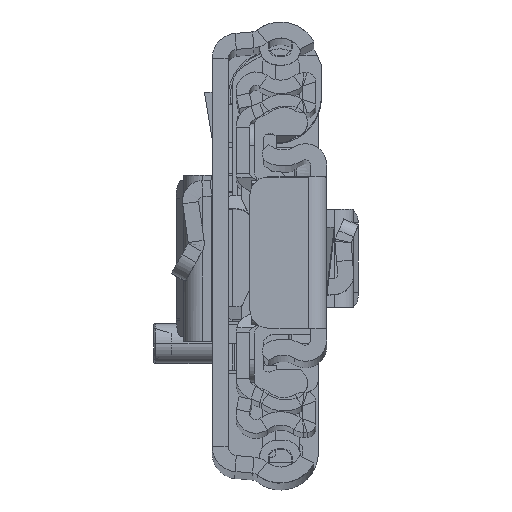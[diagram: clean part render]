
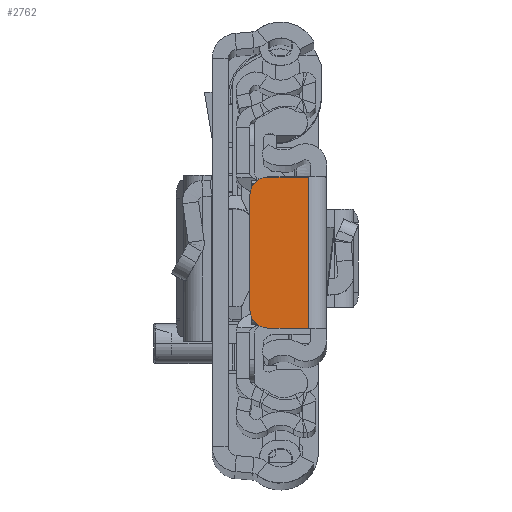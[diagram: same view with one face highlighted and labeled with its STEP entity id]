
A CAD part, top view. The second image highlights one B-rep face of the part: STEP entity #2762.
In plain terms, the highlighted planar face has unit normal (0, 0, 1).
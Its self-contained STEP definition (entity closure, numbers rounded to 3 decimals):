
#344 = CIRCLE ( 'NONE', #25175, 2. ) ;
#503 = LINE ( 'NONE', #3675, #18669 ) ;
#1272 = ORIENTED_EDGE ( 'NONE', *, *, #14472, .T. ) ;
#2489 = DIRECTION ( 'NONE',  ( 0., 0., 1. ) ) ;
#2714 = DIRECTION ( 'NONE',  ( 1., 0., 0. ) ) ;
#2725 = EDGE_CURVE ( 'NONE', #19920, #22970, #25185, .T. ) ;
#2762 = ADVANCED_FACE ( 'NONE', ( #32761 ), #3941, .F. ) ;
#2778 = VERTEX_POINT ( 'NONE', #39497 ) ;
#2819 = EDGE_CURVE ( 'NONE', #19920, #35617, #7531, .T. ) ;
#3675 = CARTESIAN_POINT ( 'NONE',  ( -8.65, 0., 0. ) ) ;
#3941 = PLANE ( 'NONE',  #29680 ) ;
#5824 = ORIENTED_EDGE ( 'NONE', *, *, #13679, .T. ) ;
#6019 = ORIENTED_EDGE ( 'NONE', *, *, #39742, .T. ) ;
#7531 = LINE ( 'NONE', #32982, #39073 ) ;
#8811 = CARTESIAN_POINT ( 'NONE',  ( 0., -8.5, 0. ) ) ;
#10288 = DIRECTION ( 'NONE',  ( -1., 0., 0. ) ) ;
#10882 = DIRECTION ( 'NONE',  ( 0., 0., 1. ) ) ;
#11655 = ORIENTED_EDGE ( 'NONE', *, *, #2819, .T. ) ;
#12893 = CARTESIAN_POINT ( 'NONE',  ( -8.65, 6.5, 0. ) ) ;
#13679 = EDGE_CURVE ( 'NONE', #14865, #24657, #503, .T. ) ;
#13811 = DIRECTION ( 'NONE',  ( 0., 0., -1. ) ) ;
#14472 = EDGE_CURVE ( 'NONE', #24657, #2778, #344, .T. ) ;
#14865 = VERTEX_POINT ( 'NONE', #12893 ) ;
#15700 = CARTESIAN_POINT ( 'NONE',  ( -2.05, -8.5, 0. ) ) ;
#16967 = CARTESIAN_POINT ( 'NONE',  ( 0., 0., 0. ) ) ;
#18669 = VECTOR ( 'NONE', #23010, 1000. ) ;
#19125 = CARTESIAN_POINT ( 'NONE',  ( -6.65, -6.5, 0. ) ) ;
#19176 = EDGE_LOOP ( 'NONE', ( #5824, #1272, #6019, #31755, #11655, #25853 ) ) ;
#19920 = VERTEX_POINT ( 'NONE', #40123 ) ;
#20346 = DIRECTION ( 'NONE',  ( -1., 0., 0. ) ) ;
#21561 = VECTOR ( 'NONE', #35502, 1000. ) ;
#22970 = VERTEX_POINT ( 'NONE', #29359 ) ;
#23010 = DIRECTION ( 'NONE',  ( 0., -1., 0. ) ) ;
#23365 = AXIS2_PLACEMENT_3D ( 'NONE', #39730, #10882, #23720 ) ;
#23720 = DIRECTION ( 'NONE',  ( -1., 0., 0. ) ) ;
#24657 = VERTEX_POINT ( 'NONE', #37666 ) ;
#25175 = AXIS2_PLACEMENT_3D ( 'NONE', #19125, #2489, #10288 ) ;
#25185 = LINE ( 'NONE', #15700, #21561 ) ;
#25853 = ORIENTED_EDGE ( 'NONE', *, *, #27481, .T. ) ;
#27481 = EDGE_CURVE ( 'NONE', #35617, #14865, #29435, .T. ) ;
#28380 = LINE ( 'NONE', #8811, #34511 ) ;
#29359 = CARTESIAN_POINT ( 'NONE',  ( -2.05, -8.5, 0. ) ) ;
#29435 = CIRCLE ( 'NONE', #23365, 2. ) ;
#29625 = DIRECTION ( 'NONE',  ( -1., 0., 0. ) ) ;
#29680 = AXIS2_PLACEMENT_3D ( 'NONE', #16967, #13811, #29625 ) ;
#31755 = ORIENTED_EDGE ( 'NONE', *, *, #2725, .F. ) ;
#32761 = FACE_OUTER_BOUND ( 'NONE', #19176, .T. ) ;
#32982 = CARTESIAN_POINT ( 'NONE',  ( 0., 8.5, 0. ) ) ;
#34511 = VECTOR ( 'NONE', #2714, 1000. ) ;
#35502 = DIRECTION ( 'NONE',  ( 0., -1., 0. ) ) ;
#35617 = VERTEX_POINT ( 'NONE', #38023 ) ;
#37666 = CARTESIAN_POINT ( 'NONE',  ( -8.65, -6.5, 0. ) ) ;
#38023 = CARTESIAN_POINT ( 'NONE',  ( -6.65, 8.5, 0. ) ) ;
#39073 = VECTOR ( 'NONE', #20346, 1000. ) ;
#39497 = CARTESIAN_POINT ( 'NONE',  ( -6.65, -8.5, 0. ) ) ;
#39730 = CARTESIAN_POINT ( 'NONE',  ( -6.65, 6.5, 0. ) ) ;
#39742 = EDGE_CURVE ( 'NONE', #2778, #22970, #28380, .T. ) ;
#40123 = CARTESIAN_POINT ( 'NONE',  ( -2.05, 8.5, 0. ) ) ;
